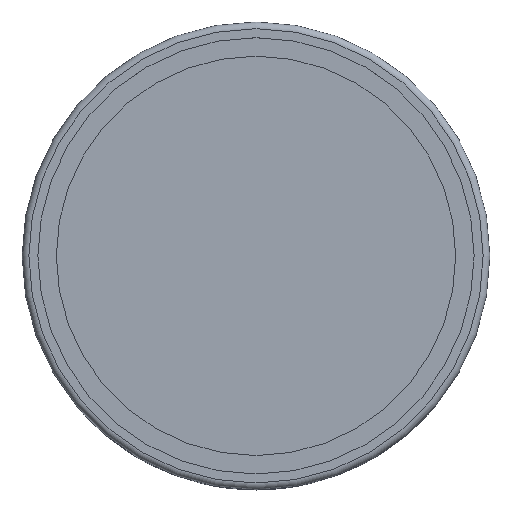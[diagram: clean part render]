
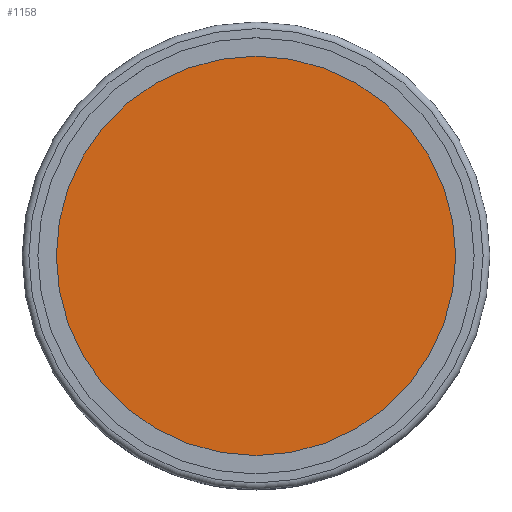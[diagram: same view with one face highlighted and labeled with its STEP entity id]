
A CAD part, top view. The second image highlights one B-rep face of the part: STEP entity #1158.
In plain terms, the highlighted planar face has unit normal (0, 0, 1).
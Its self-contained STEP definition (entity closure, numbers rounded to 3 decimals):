
#297=PLANE('',#1248);
#328=FACE_OUTER_BOUND('',#403,.T.);
#403=EDGE_LOOP('',(#829));
#478=CIRCLE('',#1243,22.2);
#516=VERTEX_POINT('',#1730);
#636=EDGE_CURVE('',#516,#516,#478,.T.);
#829=ORIENTED_EDGE('',*,*,#636,.T.);
#1158=ADVANCED_FACE('',(#328),#297,.T.);
#1243=AXIS2_PLACEMENT_3D('',#1731,#1326,#1327);
#1248=AXIS2_PLACEMENT_3D('',#1740,#1338,#1339);
#1326=DIRECTION('center_axis',(0.,0.,1.));
#1327=DIRECTION('ref_axis',(-1.,0.,0.));
#1338=DIRECTION('center_axis',(0.,0.,1.));
#1339=DIRECTION('ref_axis',(1.,0.,0.));
#1730=CARTESIAN_POINT('',(22.2,0.,4.6));
#1731=CARTESIAN_POINT('Origin',(0.,0.,4.6));
#1740=CARTESIAN_POINT('Origin',(0.,0.,4.6));
